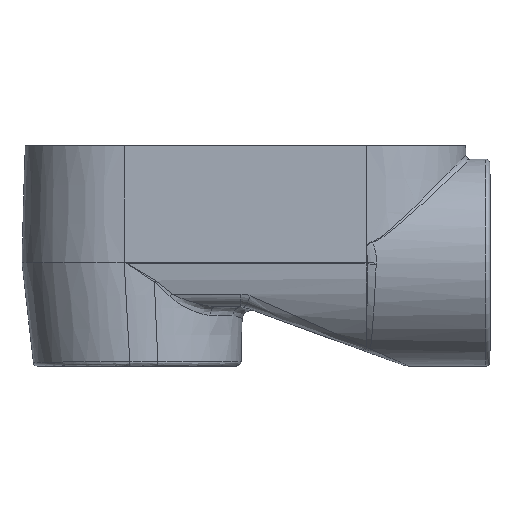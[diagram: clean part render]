
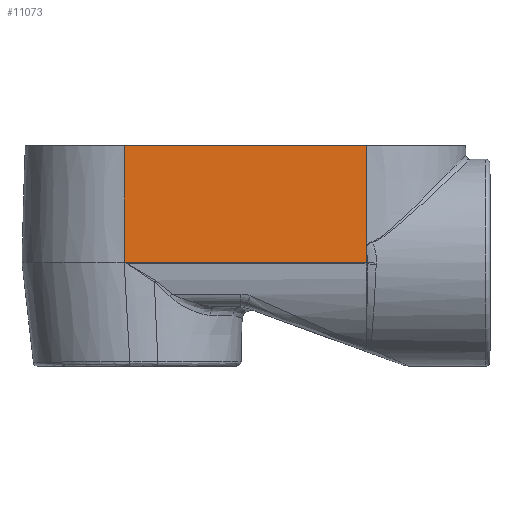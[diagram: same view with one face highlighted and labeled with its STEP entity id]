
A CAD part, top view. The second image highlights one B-rep face of the part: STEP entity #11073.
In plain terms, the highlighted planar face has unit normal (0, 0.026, 1).
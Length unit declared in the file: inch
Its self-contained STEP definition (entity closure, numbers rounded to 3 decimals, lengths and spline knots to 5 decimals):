
#648=LINE('',#30869,#1252);
#649=LINE('',#30894,#1253);
#656=LINE('',#31592,#1260);
#657=LINE('',#31595,#1261);
#658=LINE('',#31596,#1262);
#1252=VECTOR('',#12836,0.3937);
#1253=VECTOR('',#12837,0.3937);
#1260=VECTOR('',#12922,2.00475);
#1261=VECTOR('',#12925,0.3937);
#1262=VECTOR('',#12926,0.3937);
#1509=PLANE('',#11569);
#2112=FACE_OUTER_BOUND('',#2800,.T.);
#2800=EDGE_LOOP('',(#9604,#9605,#9606,#9607,#9608,#9609,#9610));
#3706=B_SPLINE_CURVE_WITH_KNOTS('',3,(#30851,#30852,#30853,#30854),
 .UNSPECIFIED.,.F.,.F.,(4,4),(0.08281,0.08313),
 .UNSPECIFIED.);
#3709=B_SPLINE_CURVE_WITH_KNOTS('',3,(#30927,#30928,#30929,#30930,#30931,
#30932,#30933,#30934),.UNSPECIFIED.,.F.,.F.,(4,1,1,1,1,4),(-0.66534,
-0.62191,-0.57849,-0.49165,-0.31797,
-0.05928),.UNSPECIFIED.);
#4908=VERTEX_POINT('',#29516);
#4912=VERTEX_POINT('',#29607);
#4932=VERTEX_POINT('',#30824);
#4933=VERTEX_POINT('',#30849);
#4934=VERTEX_POINT('',#30850);
#4957=VERTEX_POINT('',#31488);
#4958=VERTEX_POINT('',#31594);
#6497=EDGE_CURVE('',#4933,#4934,#3706,.F.);
#6500=EDGE_CURVE('',#4933,#4908,#648,.T.);
#6501=EDGE_CURVE('',#4908,#4912,#649,.T.);
#6502=EDGE_CURVE('',#4932,#4934,#3709,.T.);
#6541=EDGE_CURVE('',#4932,#4957,#656,.T.);
#6542=EDGE_CURVE('',#4958,#4957,#657,.T.);
#6543=EDGE_CURVE('',#4912,#4958,#658,.T.);
#9604=ORIENTED_EDGE('',*,*,#6502,.F.);
#9605=ORIENTED_EDGE('',*,*,#6541,.T.);
#9606=ORIENTED_EDGE('',*,*,#6542,.F.);
#9607=ORIENTED_EDGE('',*,*,#6543,.F.);
#9608=ORIENTED_EDGE('',*,*,#6501,.F.);
#9609=ORIENTED_EDGE('',*,*,#6500,.F.);
#9610=ORIENTED_EDGE('',*,*,#6497,.T.);
#11073=ADVANCED_FACE('',(#2112),#1509,.T.);
#11569=AXIS2_PLACEMENT_3D('',#31593,#12923,#12924);
#12836=DIRECTION('',(-1.,0.,0.));
#12837=DIRECTION('',(-1.,0.,0.));
#12922=DIRECTION('',(0.,1.,-0.026));
#12923=DIRECTION('center_axis',(0.,0.026,1.));
#12924=DIRECTION('ref_axis',(1.,0.,0.));
#12925=DIRECTION('',(1.,0.,0.));
#12926=DIRECTION('',(0.,1.,-0.026));
#29516=CARTESIAN_POINT('',(-1.71109,0.,1.44962));
#29607=CARTESIAN_POINT('',(-1.71875,0.,1.44962));
#30824=CARTESIAN_POINT('',(1.71875,0.23806,1.44339));
#30849=CARTESIAN_POINT('',(1.71041,0.,1.44962));
#30850=CARTESIAN_POINT('',(1.71046,0.,1.44962));
#30851=CARTESIAN_POINT('Ctrl Pts',(1.71046,0.,
1.44962));
#30852=CARTESIAN_POINT('Ctrl Pts',(1.71045,0.,
1.44962));
#30853=CARTESIAN_POINT('Ctrl Pts',(1.71043,0.,
1.44962));
#30854=CARTESIAN_POINT('Ctrl Pts',(1.71041,0.,
1.44962));
#30869=CARTESIAN_POINT('',(-2.42188,0.,1.44962));
#30894=CARTESIAN_POINT('',(-2.42188,0.,1.44962));
#30927=CARTESIAN_POINT('Ctrl Pts',(1.71875,0.23806,1.44339));
#30928=CARTESIAN_POINT('Ctrl Pts',(1.71686,0.23269,1.44353));
#30929=CARTESIAN_POINT('Ctrl Pts',(1.71552,0.2213,1.44383));
#30930=CARTESIAN_POINT('Ctrl Pts',(1.71367,0.19863,1.44442));
#30931=CARTESIAN_POINT('Ctrl Pts',(1.7119,0.15876,1.44546));
#30932=CARTESIAN_POINT('Ctrl Pts',(1.71029,0.09067,
1.44725));
#30933=CARTESIAN_POINT('Ctrl Pts',(1.71018,0.03394,
1.44873));
#30934=CARTESIAN_POINT('Ctrl Pts',(1.71046,0.,
1.44962));
#31488=CARTESIAN_POINT('',(1.71875,1.65625,1.40625));
#31592=CARTESIAN_POINT('',(1.71875,-0.18219,1.45439));
#31593=CARTESIAN_POINT('Origin',(-1.71875,-0.18219,1.45439));
#31594=CARTESIAN_POINT('',(-1.71875,1.65625,1.40625));
#31595=CARTESIAN_POINT('',(0.70313,1.65625,1.40625));
#31596=CARTESIAN_POINT('',(-1.71875,-0.18219,1.45439));
